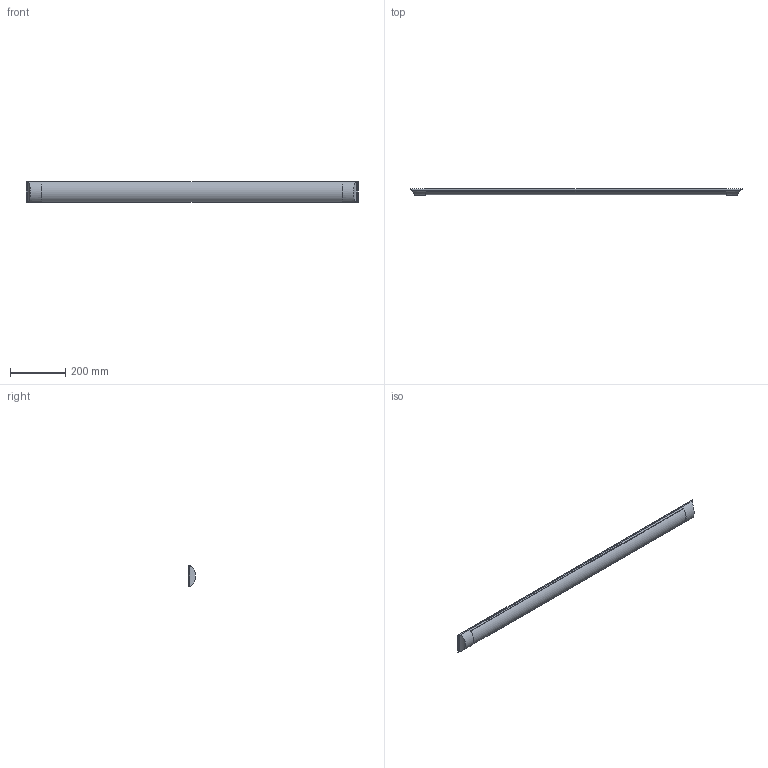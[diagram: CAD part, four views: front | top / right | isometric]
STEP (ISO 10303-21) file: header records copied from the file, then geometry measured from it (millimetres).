
FILE_DESCRIPTION (( 'STEP AP214' ), '1' );
FILE_NAME ('LDBO0-5008-36-6500-K03 Ñâåòèëüíèê LED ÄÁÎ 5008 36Âò 6500Ê IP20 1200ìì àëþìèíèé IEK.STEP', '2018-02-08T11:45:00', ( '' ), ( '' ), 'SwSTEP 2.0', 'SolidWorks 2014', '' );
FILE_SCHEMA (( 'AUTOMOTIVE_DESIGN' ));
Length unit declared in the file: millimetre
Products named in the file (1): LDBO0-5008-36-6500-K03 Ñâåòèëüíèê LED ÄÁÎ 5008 36Âò 6500Ê IP20 1200ìì àëþìèíèé IEK
Bounding box: 1200 x 25.34 x 74 mm (x, y, z)
Volume: 1197613.4 mm3; surface area: 239683.1 mm2
Topology: 1 solids, 1 shells, 45 faces, 112 edges, 74 vertices
Faces by surface type: plane 32, cylinder 11, bspline 2
Entity records: 1630 total; most frequent: CARTESIAN_POINT 510, ORIENTED_EDGE 224, DIRECTION 218, EDGE_CURVE 112, LINE 82, VECTOR 82, VERTEX_POINT 74, AXIS2_PLACEMENT_3D 68
